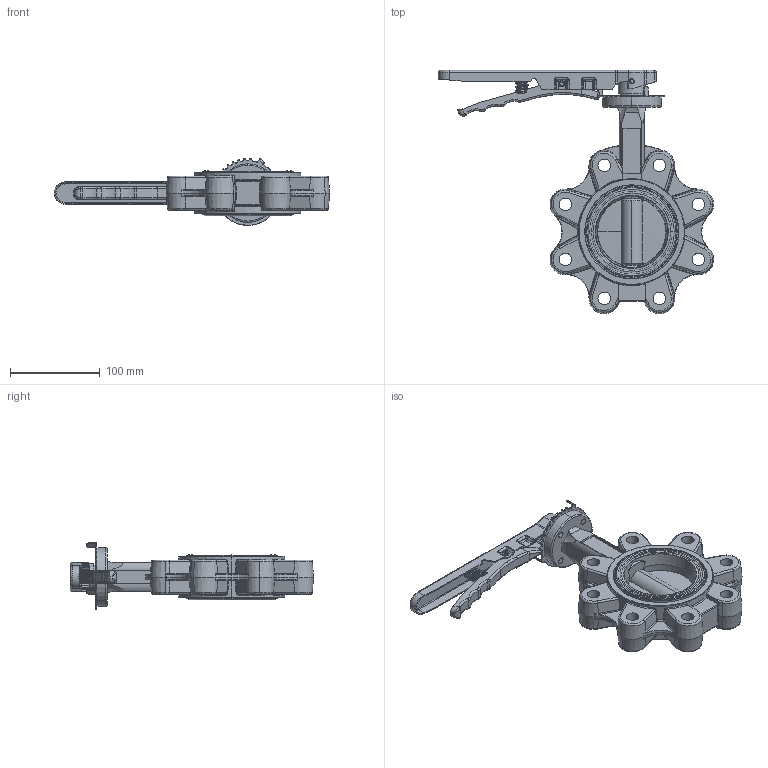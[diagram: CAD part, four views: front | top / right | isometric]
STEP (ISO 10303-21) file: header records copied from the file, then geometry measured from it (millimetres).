
FILE_DESCRIPTION (( 'STEP AP203' ), '1' );
FILE_NAME ('L9.000080L16C.STEP', '2023-03-09T07:55:52', ( '' ), ( '' ), 'SwSTEP 2.0', 'SolidWorks 2017', '' );
FILE_SCHEMA (( 'CONFIG_CONTROL_DESIGN' ));
Length unit declared in the file: millimetre
Products named in the file (1): L9.000080L16C
Bounding box: 305.91 x 270.35 x 74.28 mm (x, y, z)
Volume: 812618.6 mm3; surface area: 162573.9 mm2
Topology: 2 solids, 2 shells, 1396 faces, 3521 edges, 2158 vertices
Faces by surface type: cylinder 410, plane 396, torus 261, bspline 193, cone 104, sphere 32
Entity records: 53595 total; most frequent: CARTESIAN_POINT 21256, ORIENTED_EDGE 6994, DIRECTION 6609, EDGE_CURVE 3497, AXIS2_PLACEMENT_3D 2582, VERTEX_POINT 2156, EDGE_LOOP 1473, LINE 1445
